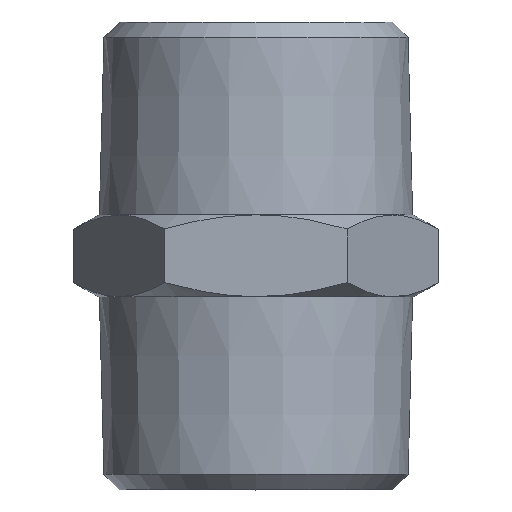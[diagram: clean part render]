
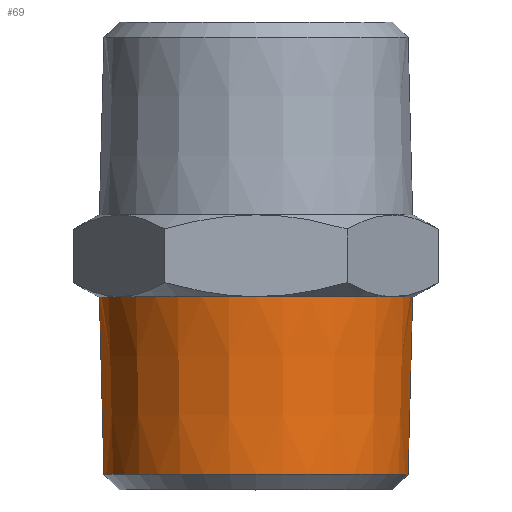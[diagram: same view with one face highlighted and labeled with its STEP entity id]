
A CAD part, top view. The second image highlights one B-rep face of the part: STEP entity #69.
In plain terms, the highlighted conical face has half-angle 1.47 degrees and reference radius 13.4 mm.
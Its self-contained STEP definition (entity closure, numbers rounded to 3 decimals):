
#5 = ORIENTED_EDGE ( 'NONE', *, *, #17, .T. ) ;
#6 = EDGE_CURVE ( 'NONE', #9, #8, #514, .T. ) ;
#8 = VERTEX_POINT ( 'NONE', #510 ) ;
#9 = VERTEX_POINT ( 'NONE', #513 ) ;
#10 = VERTEX_POINT ( 'NONE', #509 ) ;
#13 = EDGE_CURVE ( 'NONE', #8, #1132, #501, .T. ) ;
#15 = EDGE_CURVE ( 'NONE', #10, #1132, #508, .T. ) ;
#17 = EDGE_CURVE ( 'NONE', #9, #10, #517, .T. ) ;
#35 = EDGE_LOOP ( 'NONE', ( #65, #5, #1131, #1130 ) ) ;
#65 = ORIENTED_EDGE ( 'NONE', *, *, #6, .F. ) ;
#69 = ADVANCED_FACE ( 'NONE', ( #603 ), #608, .T. ) ;
#474 = DIRECTION ( 'NONE',  ( 1., 0., 0. ) ) ;
#498 = DIRECTION ( 'NONE',  ( 0., -1., 0. ) ) ;
#499 = VECTOR ( 'NONE', #502, 1000. ) ;
#500 = CARTESIAN_POINT ( 'NONE',  ( -13.4, -3.5, 0. ) ) ;
#501 = LINE ( 'NONE', #500, #499 ) ;
#502 = DIRECTION ( 'NONE',  ( -0.026, 1., 0. ) ) ;
#503 = AXIS2_PLACEMENT_3D ( 'NONE', #512, #498, #511 ) ;
#505 = DIRECTION ( 'NONE',  ( 0., -1., 0. ) ) ;
#506 = CARTESIAN_POINT ( 'NONE',  ( 0., -3.5, 0. ) ) ;
#507 = AXIS2_PLACEMENT_3D ( 'NONE', #506, #505, #474 ) ;
#508 = CIRCLE ( 'NONE', #507, 13.4 ) ;
#509 = CARTESIAN_POINT ( 'NONE',  ( 13.4, -3.5, 0. ) ) ;
#510 = CARTESIAN_POINT ( 'NONE',  ( -13.01, -18.7, 0. ) ) ;
#511 = DIRECTION ( 'NONE',  ( 1., 0., 0. ) ) ;
#512 = CARTESIAN_POINT ( 'NONE',  ( 0., -18.7, 0. ) ) ;
#513 = CARTESIAN_POINT ( 'NONE',  ( 13.01, -18.7, 0. ) ) ;
#514 = CIRCLE ( 'NONE', #503, 13.01 ) ;
#516 = CARTESIAN_POINT ( 'NONE',  ( 13.4, -3.5, 0. ) ) ;
#517 = LINE ( 'NONE', #516, #536 ) ;
#527 = DIRECTION ( 'NONE',  ( 0.026, 1., 0. ) ) ;
#536 = VECTOR ( 'NONE', #527, 1000. ) ;
#597 = DIRECTION ( 'NONE',  ( 0., 1., 0. ) ) ;
#598 = AXIS2_PLACEMENT_3D ( 'NONE', #607, #597, #616 ) ;
#603 = FACE_OUTER_BOUND ( 'NONE', #35, .T. ) ;
#607 = CARTESIAN_POINT ( 'NONE',  ( 0., -3.5, 0. ) ) ;
#608 = CONICAL_SURFACE ( 'NONE', #598, 13.4, 0.026 ) ;
#616 = DIRECTION ( 'NONE',  ( -1., 0., 0. ) ) ;
#1121 = CARTESIAN_POINT ( 'NONE',  ( -13.4, -3.5, 0. ) ) ;
#1130 = ORIENTED_EDGE ( 'NONE', *, *, #13, .F. ) ;
#1131 = ORIENTED_EDGE ( 'NONE', *, *, #15, .T. ) ;
#1132 = VERTEX_POINT ( 'NONE', #1121 ) ;
